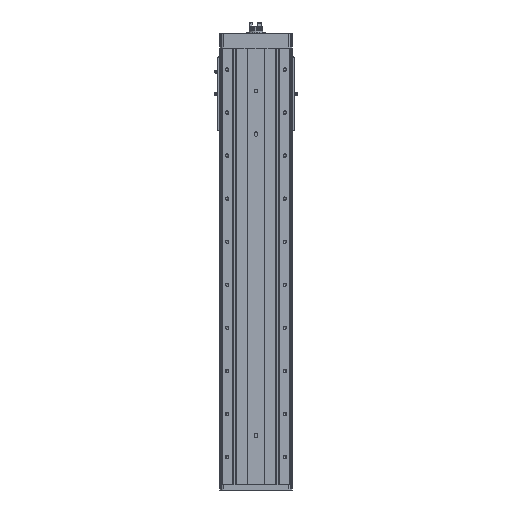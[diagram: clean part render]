
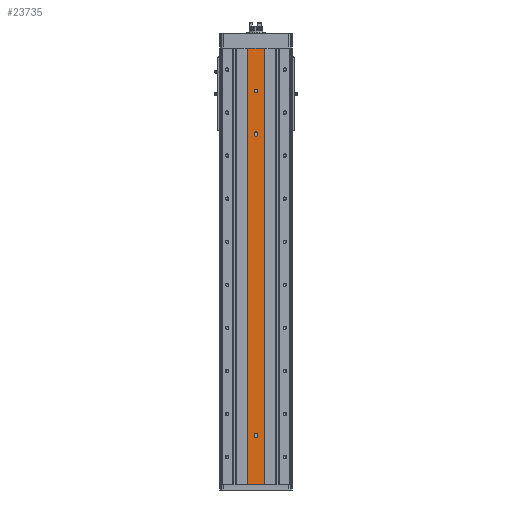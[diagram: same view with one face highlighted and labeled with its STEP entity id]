
A CAD part, front view. The second image highlights one B-rep face of the part: STEP entity #23735.
In plain terms, the highlighted planar face has unit normal (0, -1, 0).
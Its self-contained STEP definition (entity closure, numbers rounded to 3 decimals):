
#258=PLANE('',#25250);
#863=LINE('',#34546,#2257);
#945=LINE('',#34811,#2339);
#1084=LINE('',#35217,#2478);
#1085=LINE('',#35222,#2479);
#1086=LINE('',#35226,#2480);
#1087=LINE('',#35230,#2481);
#1088=LINE('',#35234,#2482);
#1089=LINE('',#35237,#2483);
#2257=VECTOR('',#27937,1000.);
#2339=VECTOR('',#28155,1000.);
#2478=VECTOR('',#28608,1000.);
#2479=VECTOR('',#28613,1000.);
#2480=VECTOR('',#28616,1000.);
#2481=VECTOR('',#28619,1000.);
#2482=VECTOR('',#28622,1000.);
#2483=VECTOR('',#28625,1000.);
#5065=ORIENTED_EDGE('',*,*,#10381,.T.);
#5066=ORIENTED_EDGE('',*,*,#10382,.T.);
#5067=ORIENTED_EDGE('',*,*,#10383,.T.);
#5068=ORIENTED_EDGE('',*,*,#10384,.T.);
#5069=ORIENTED_EDGE('',*,*,#10385,.T.);
#5070=ORIENTED_EDGE('',*,*,#10386,.T.);
#5071=ORIENTED_EDGE('',*,*,#10387,.T.);
#5072=ORIENTED_EDGE('',*,*,#10388,.T.);
#5073=ORIENTED_EDGE('',*,*,#10389,.F.);
#5074=ORIENTED_EDGE('',*,*,#10166,.F.);
#5075=ORIENTED_EDGE('',*,*,#10380,.F.);
#5076=ORIENTED_EDGE('',*,*,#10029,.T.);
#5077=ORIENTED_EDGE('',*,*,#10390,.T.);
#10029=EDGE_CURVE('',#12769,#12768,#863,.T.);
#10166=EDGE_CURVE('',#12883,#12884,#945,.T.);
#10380=EDGE_CURVE('',#12769,#12883,#1084,.T.);
#10381=EDGE_CURVE('',#12994,#12995,#14667,.F.);
#10382=EDGE_CURVE('',#12995,#12996,#1085,.T.);
#10383=EDGE_CURVE('',#12996,#12997,#14668,.F.);
#10384=EDGE_CURVE('',#12997,#12994,#1086,.T.);
#10385=EDGE_CURVE('',#12998,#12999,#14669,.F.);
#10386=EDGE_CURVE('',#12999,#13000,#1087,.T.);
#10387=EDGE_CURVE('',#13000,#13001,#14670,.F.);
#10388=EDGE_CURVE('',#13001,#12998,#1088,.T.);
#10389=EDGE_CURVE('',#13002,#13002,#14671,.T.);
#10390=EDGE_CURVE('',#12768,#12884,#1089,.T.);
#12768=VERTEX_POINT('',#34545);
#12769=VERTEX_POINT('',#34547);
#12883=VERTEX_POINT('',#34810);
#12884=VERTEX_POINT('',#34812);
#12994=VERTEX_POINT('',#35220);
#12995=VERTEX_POINT('',#35221);
#12996=VERTEX_POINT('',#35223);
#12997=VERTEX_POINT('',#35225);
#12998=VERTEX_POINT('',#35228);
#12999=VERTEX_POINT('',#35229);
#13000=VERTEX_POINT('',#35231);
#13001=VERTEX_POINT('',#35233);
#13002=VERTEX_POINT('',#35236);
#14667=CIRCLE('',#25251,4.);
#14668=CIRCLE('',#25252,4.);
#14669=CIRCLE('',#25253,4.);
#14670=CIRCLE('',#25254,4.);
#14671=CIRCLE('',#25255,4.3);
#15821=EDGE_LOOP('',(#5065,#5066,#5067,#5068));
#15822=EDGE_LOOP('',(#5069,#5070,#5071,#5072));
#15823=EDGE_LOOP('',(#5073));
#15824=EDGE_LOOP('',(#5074,#5075,#5076,#5077));
#17385=FACE_BOUND('',#15821,.T.);
#17386=FACE_BOUND('',#15822,.T.);
#17387=FACE_BOUND('',#15823,.T.);
#17388=FACE_BOUND('',#15824,.T.);
#23735=ADVANCED_FACE('',(#17385,#17386,#17387,#17388),#258,.T.);
#25250=AXIS2_PLACEMENT_3D('',#35218,#28609,#28610);
#25251=AXIS2_PLACEMENT_3D('',#35219,#28611,#28612);
#25252=AXIS2_PLACEMENT_3D('',#35224,#28614,#28615);
#25253=AXIS2_PLACEMENT_3D('',#35227,#28617,#28618);
#25254=AXIS2_PLACEMENT_3D('',#35232,#28620,#28621);
#25255=AXIS2_PLACEMENT_3D('',#35235,#28623,#28624);
#27937=DIRECTION('',(1.,0.,0.));
#28155=DIRECTION('',(1.,0.,0.));
#28608=DIRECTION('',(0.,0.,1.));
#28609=DIRECTION('',(0.,-1.,0.));
#28610=DIRECTION('',(0.,0.,-1.));
#28611=DIRECTION('',(0.,-1.,0.));
#28612=DIRECTION('',(0.,0.,-1.));
#28613=DIRECTION('',(0.,0.,1.));
#28614=DIRECTION('',(0.,-1.,0.));
#28615=DIRECTION('',(0.,0.,-1.));
#28616=DIRECTION('',(0.,0.,-1.));
#28617=DIRECTION('',(0.,-1.,0.));
#28618=DIRECTION('',(0.,0.,-1.));
#28619=DIRECTION('',(0.,0.,1.));
#28620=DIRECTION('',(0.,-1.,0.));
#28621=DIRECTION('',(0.,0.,-1.));
#28622=DIRECTION('',(0.,0.,-1.));
#28623=DIRECTION('',(0.,-1.,0.));
#28624=DIRECTION('',(0.,0.,-1.));
#28625=DIRECTION('',(0.,0.,1.));
#34545=CARTESIAN_POINT('',(19.379,0.5,-1013.));
#34546=CARTESIAN_POINT('',(-19.379,0.5,-1013.));
#34547=CARTESIAN_POINT('',(-19.379,0.5,-1013.));
#34810=CARTESIAN_POINT('',(-19.379,0.5,0.));
#34811=CARTESIAN_POINT('',(-19.379,0.5,0.));
#34812=CARTESIAN_POINT('',(19.379,0.5,0.));
#35217=CARTESIAN_POINT('',(-19.379,0.5,-1013.));
#35218=CARTESIAN_POINT('',(-19.379,0.5,-1013.));
#35219=CARTESIAN_POINT('',(0.,0.5,-901.));
#35220=CARTESIAN_POINT('',(4.,0.5,-901.));
#35221=CARTESIAN_POINT('',(-4.,0.5,-901.));
#35222=CARTESIAN_POINT('',(-4.,0.5,-1013.));
#35223=CARTESIAN_POINT('',(-4.,0.5,-899.));
#35224=CARTESIAN_POINT('',(0.,0.5,-899.));
#35225=CARTESIAN_POINT('',(4.,0.5,-899.));
#35226=CARTESIAN_POINT('',(4.,0.5,-1013.));
#35227=CARTESIAN_POINT('',(0.,0.5,-201.));
#35228=CARTESIAN_POINT('',(4.,0.5,-201.));
#35229=CARTESIAN_POINT('',(-4.,0.5,-201.));
#35230=CARTESIAN_POINT('',(-4.,0.5,-1013.));
#35231=CARTESIAN_POINT('',(-4.,0.5,-199.));
#35232=CARTESIAN_POINT('',(0.,0.5,-199.));
#35233=CARTESIAN_POINT('',(4.,0.5,-199.));
#35234=CARTESIAN_POINT('',(4.,0.5,-1013.));
#35235=CARTESIAN_POINT('',(0.,0.5,-100.));
#35236=CARTESIAN_POINT('',(0.,0.5,-104.3));
#35237=CARTESIAN_POINT('',(19.379,0.5,-1013.));
